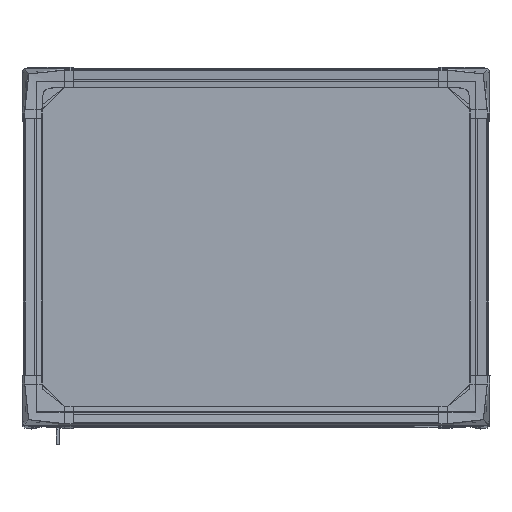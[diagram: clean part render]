
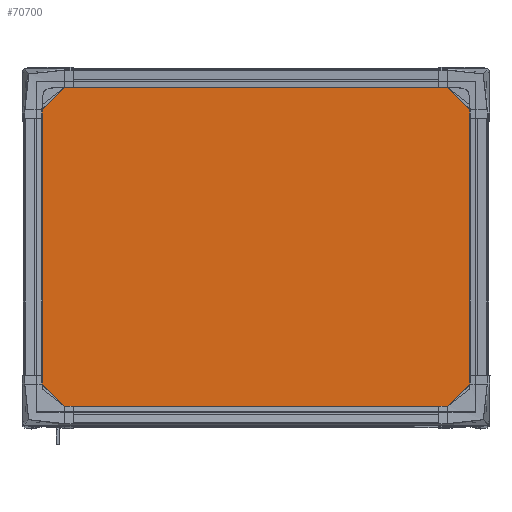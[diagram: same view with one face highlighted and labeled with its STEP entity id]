
A CAD part, top view. The second image highlights one B-rep face of the part: STEP entity #70700.
In plain terms, the highlighted planar face has unit normal (0, 0, 1).
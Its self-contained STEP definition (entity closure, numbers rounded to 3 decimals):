
#70700=ADVANCED_FACE('',(#72551),#104015,.T.);
#72551=FACE_OUTER_BOUND('',#74406,.T.);
#74406=EDGE_LOOP('',(#76969,#76970,#76971,#76972,#76973));
#76969=ORIENTED_EDGE('',*,*,#85530,.T.);
#76970=ORIENTED_EDGE('',*,*,#85534,.T.);
#76971=ORIENTED_EDGE('',*,*,#85537,.T.);
#76972=ORIENTED_EDGE('',*,*,#85540,.T.);
#76973=ORIENTED_EDGE('',*,*,#85542,.T.);
#85530=EDGE_CURVE('',#100342,#100341,#97668,.T.);
#85534=EDGE_CURVE('',#100341,#100344,#97672,.T.);
#85537=EDGE_CURVE('',#100344,#100346,#97675,.T.);
#85540=EDGE_CURVE('',#100346,#100348,#97678,.T.);
#85542=EDGE_CURVE('',#100348,#100342,#97680,.T.);
#97668=B_SPLINE_CURVE_WITH_KNOTS('',1,(#117098,#117099),.UNSPECIFIED.,.F.,
 .F.,(2,2),(-2699.303,-2657.752),.UNSPECIFIED.);
#97672=B_SPLINE_CURVE_WITH_KNOTS('',1,(#117108,#117109,#117110,#117111),
 .UNSPECIFIED.,.F.,.F.,(2,1,1,2),(-2657.752,-2616.202,-2325.51,
-2283.96),.UNSPECIFIED.);
#97675=B_SPLINE_CURVE_WITH_KNOTS('',1,(#117118,#117119,#117120,#117121),
 .UNSPECIFIED.,.F.,.F.,(2,1,1,2),(-2283.96,-2242.41,-1349.651,
-1308.101),.UNSPECIFIED.);
#97678=B_SPLINE_CURVE_WITH_KNOTS('',1,(#117128,#117129,#117130,#117131),
 .UNSPECIFIED.,.F.,.F.,(2,1,1,2),(-1308.101,-1266.551,-975.859,
-934.309),.UNSPECIFIED.);
#97680=B_SPLINE_CURVE_WITH_KNOTS('',1,(#117135,#117136,#117137),
 .UNSPECIFIED.,.F.,.F.,(2,1,2),(-934.309,-892.758,0.),
 .UNSPECIFIED.);
#100341=VERTEX_POINT('',#117086);
#100342=VERTEX_POINT('',#117087);
#100344=VERTEX_POINT('',#117089);
#100346=VERTEX_POINT('',#117091);
#100348=VERTEX_POINT('',#117093);
#104015=PLANE('',#104629);
#104629=AXIS2_PLACEMENT_3D('',#117083,#105228,$);
#105228=DIRECTION('',(0.,0.,1.));
#117083=CARTESIAN_POINT('',(1635.367,-815.3,1010.964));
#117086=CARTESIAN_POINT('',(2194.492,-768.576,1010.964));
#117087=CARTESIAN_POINT('',(2173.331,-768.576,1010.964));
#117089=CARTESIAN_POINT('',(2194.492,-394.784,1010.964));
#117091=CARTESIAN_POINT('',(1697.492,-394.784,1010.964));
#117093=CARTESIAN_POINT('',(1697.492,-768.576,1010.964));
#117098=CARTESIAN_POINT('',(2173.331,-768.576,1010.964));
#117099=CARTESIAN_POINT('',(2194.492,-768.576,1010.964));
#117108=CARTESIAN_POINT('',(2194.492,-768.576,1010.964));
#117109=CARTESIAN_POINT('',(2194.492,-727.026,1010.964));
#117110=CARTESIAN_POINT('',(2194.492,-436.334,1010.964));
#117111=CARTESIAN_POINT('',(2194.492,-394.784,1010.964));
#117118=CARTESIAN_POINT('',(2194.492,-394.784,1010.964));
#117119=CARTESIAN_POINT('',(2173.331,-394.784,1010.964));
#117120=CARTESIAN_POINT('',(1718.653,-394.784,1010.964));
#117121=CARTESIAN_POINT('',(1697.492,-394.784,1010.964));
#117128=CARTESIAN_POINT('',(1697.492,-394.784,1010.964));
#117129=CARTESIAN_POINT('',(1697.492,-436.334,1010.964));
#117130=CARTESIAN_POINT('',(1697.492,-727.026,1010.964));
#117131=CARTESIAN_POINT('',(1697.492,-768.576,1010.964));
#117135=CARTESIAN_POINT('',(1697.492,-768.576,1010.964));
#117136=CARTESIAN_POINT('',(1718.653,-768.576,1010.964));
#117137=CARTESIAN_POINT('',(2173.331,-768.576,1010.964));
